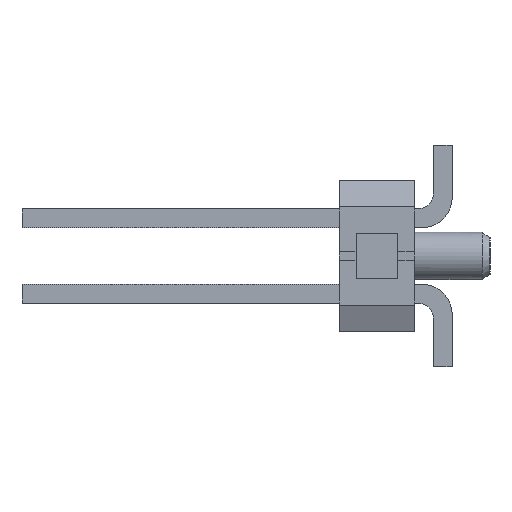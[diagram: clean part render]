
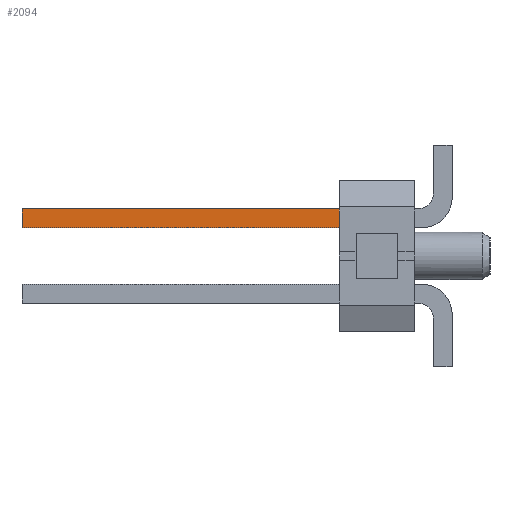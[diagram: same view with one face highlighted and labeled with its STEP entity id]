
A CAD part, left-side view. The second image highlights one B-rep face of the part: STEP entity #2094.
In plain terms, the highlighted planar face has unit normal (-1, 0, 0).
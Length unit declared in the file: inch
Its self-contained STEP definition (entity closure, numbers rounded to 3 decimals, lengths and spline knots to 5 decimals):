
#2094 = ADVANCED_FACE( '', ( #5018 ), #5019, .F. );
#5018 = FACE_OUTER_BOUND( '', #8816, .T. );
#5019 = PLANE( '', #8817 );
#8816 = EDGE_LOOP( '', ( #15434, #15435, #15436, #15437 ) );
#8817 = AXIS2_PLACEMENT_3D( '', #15438, #15439, #15440 );
#15434 = ORIENTED_EDGE( '', *, *, #26185, .F. );
#15435 = ORIENTED_EDGE( '', *, *, #24179, .T. );
#15436 = ORIENTED_EDGE( '', *, *, #23967, .F. );
#15437 = ORIENTED_EDGE( '', *, *, #26062, .F. );
#15438 = CARTESIAN_POINT( '', ( -0.8625, 0.04, 0.0275 ) );
#15439 = DIRECTION( '', ( 1., 0., 0. ) );
#15440 = DIRECTION( '', ( 0., 0., -1. ) );
#23967 = EDGE_CURVE( '', #29120, #29122, #29123, .T. );
#24179 = EDGE_CURVE( '', #29505, #29122, #29506, .T. );
#26062 = EDGE_CURVE( '', #32681, #29120, #32683, .T. );
#26185 = EDGE_CURVE( '', #29505, #32681, #32872, .T. );
#29120 = VERTEX_POINT( '', #36735 );
#29122 = VERTEX_POINT( '', #36738 );
#29123 = LINE( '', #36739, #36740 );
#29505 = VERTEX_POINT( '', #37291 );
#29506 = LINE( '', #37292, #37293 );
#32681 = VERTEX_POINT( '', #41971 );
#32683 = LINE( '', #41974, #41975 );
#32872 = LINE( '', #42258, #42259 );
#36735 = CARTESIAN_POINT( '', ( -0.8625, 0.57, 0.0125 ) );
#36738 = CARTESIAN_POINT( '', ( -0.8625, 0.105, 0.0125 ) );
#36739 = CARTESIAN_POINT( '', ( -0.8625, 0.57, 0.0125 ) );
#36740 = VECTOR( '', #47196, 39.37008 );
#37291 = CARTESIAN_POINT( '', ( -0.8625, 0.105, -0.0125 ) );
#37292 = CARTESIAN_POINT( '', ( -0.8625, 0.105, 0.0275 ) );
#37293 = VECTOR( '', #47378, 39.37008 );
#41971 = CARTESIAN_POINT( '', ( -0.8625, 0.57, -0.0125 ) );
#41974 = CARTESIAN_POINT( '', ( -0.8625, 0.57, -0.0125 ) );
#41975 = VECTOR( '', #49066, 39.37008 );
#42258 = CARTESIAN_POINT( '', ( -0.8625, 0.04, -0.0125 ) );
#42259 = VECTOR( '', #49164, 39.37008 );
#47196 = DIRECTION( '', ( 0., -1., 0. ) );
#47378 = DIRECTION( '', ( 0., 0., 1. ) );
#49066 = DIRECTION( '', ( 0., 0., 1. ) );
#49164 = DIRECTION( '', ( 0., 1., 0. ) );
